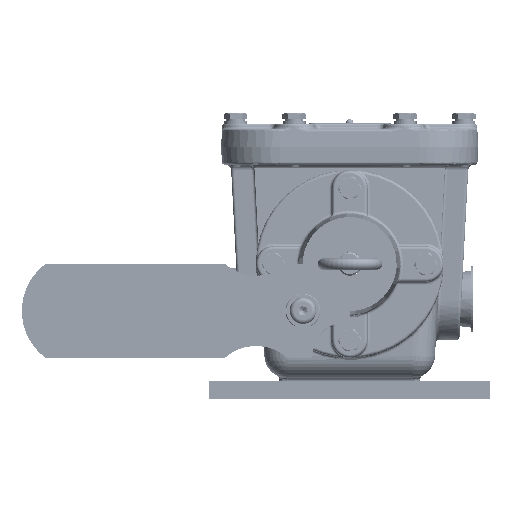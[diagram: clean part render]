
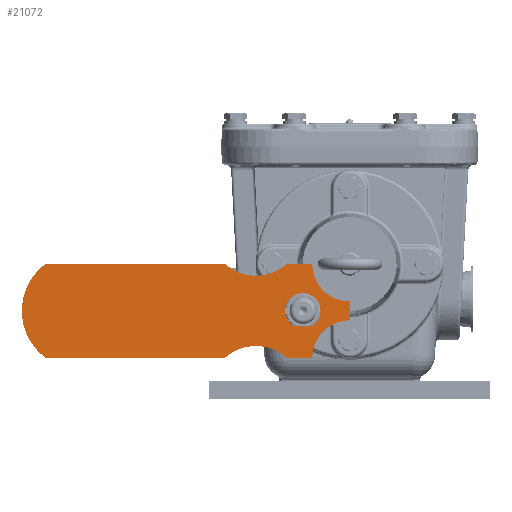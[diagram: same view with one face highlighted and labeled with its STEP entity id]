
A CAD part, left-side view. The second image highlights one B-rep face of the part: STEP entity #21072.
In plain terms, the highlighted face is planar.
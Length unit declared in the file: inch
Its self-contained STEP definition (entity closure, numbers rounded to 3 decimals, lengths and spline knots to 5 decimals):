
#20661=CARTESIAN_POINT('',(0.18293,0.3305,0.0));
#20662=VERTEX_POINT('',#20661);
#20669=CARTESIAN_POINT('',(-0.18293,0.3305,0.0));
#20670=VERTEX_POINT('',#20669);
#20671=CARTESIAN_POINT('',(0.0,0.0,0.0));
#20672=DIRECTION('',(0.0,0.0,1.));
#20673=DIRECTION('',(0.484,-0.875,0.0));
#20674=AXIS2_PLACEMENT_3D('',#20671,#20672,#20673);
#20675=CIRCLE('',#20674,0.37775);
#20676=EDGE_CURVE('',#20670,#20662,#20675,.T.);
#20699=CARTESIAN_POINT('',(0.18293,0.3305,0.0));
#20700=DIRECTION('',(-1.0,0.0,0.0));
#20701=VECTOR('',#20700,0.36587);
#20702=LINE('',#20699,#20701);
#20703=EDGE_CURVE('',#20662,#20670,#20702,.T.);
#20725=CARTESIAN_POINT('',(-0.33856,1.,0.0));
#20726=VERTEX_POINT('',#20725);
#20733=CARTESIAN_POINT('',(-1.66144,1.,0.0));
#20734=VERTEX_POINT('',#20733);
#20735=CARTESIAN_POINT('',(-1.,1.75,0.0));
#20736=DIRECTION('',(0.0,0.0,1.0));
#20737=DIRECTION('',(-0.661,-0.75,0.0));
#20738=AXIS2_PLACEMENT_3D('',#20735,#20736,#20737);
#20739=CIRCLE('',#20738,1.);
#20740=EDGE_CURVE('',#20734,#20726,#20739,.T.);
#20764=CARTESIAN_POINT('',(0.2,1.,0.0));
#20765=VERTEX_POINT('',#20764);
#20772=CARTESIAN_POINT('',(-0.33856,1.,0.0));
#20773=DIRECTION('',(1.0,0.0,0.0));
#20774=VECTOR('',#20773,0.53856);
#20775=LINE('',#20772,#20774);
#20776=EDGE_CURVE('',#20726,#20765,#20775,.T.);
#20796=CARTESIAN_POINT('',(1.0,0.2,0.0));
#20797=VERTEX_POINT('',#20796);
#20804=CARTESIAN_POINT('',(1.0,1.,0.0));
#20805=DIRECTION('',(0.0,0.0,1.0));
#20806=DIRECTION('',(-1.0,0.0,0.0));
#20807=AXIS2_PLACEMENT_3D('',#20804,#20805,#20806);
#20808=CIRCLE('',#20807,0.8);
#20809=EDGE_CURVE('',#20765,#20797,#20808,.T.);
#20828=CARTESIAN_POINT('',(1.0,-0.2,0.0));
#20829=VERTEX_POINT('',#20828);
#20836=CARTESIAN_POINT('',(1.0,0.2,0.0));
#20837=DIRECTION('',(0.0,-1.0,0.0));
#20838=VECTOR('',#20837,0.4);
#20839=LINE('',#20836,#20838);
#20840=EDGE_CURVE('',#20797,#20829,#20839,.T.);
#20860=CARTESIAN_POINT('',(0.2,-1.,0.0));
#20861=VERTEX_POINT('',#20860);
#20868=CARTESIAN_POINT('',(1.,-1.,0.0));
#20869=DIRECTION('',(0.0,0.0,1.0));
#20870=DIRECTION('',(0.0,1.0,0.0));
#20871=AXIS2_PLACEMENT_3D('',#20868,#20869,#20870);
#20872=CIRCLE('',#20871,0.8);
#20873=EDGE_CURVE('',#20829,#20861,#20872,.T.);
#20892=CARTESIAN_POINT('',(-0.33856,-1.,0.0));
#20893=VERTEX_POINT('',#20892);
#20900=CARTESIAN_POINT('',(0.2,-1.,0.0));
#20901=DIRECTION('',(-1.0,0.0,0.0));
#20902=VECTOR('',#20901,0.53856);
#20903=LINE('',#20900,#20902);
#20904=EDGE_CURVE('',#20861,#20893,#20903,.T.);
#20924=CARTESIAN_POINT('',(-1.66144,-1.0,0.0));
#20925=VERTEX_POINT('',#20924);
#20932=CARTESIAN_POINT('',(-1.,-1.75,0.0));
#20933=DIRECTION('',(0.0,0.0,1.));
#20934=DIRECTION('',(0.661,0.75,0.0));
#20935=AXIS2_PLACEMENT_3D('',#20932,#20933,#20934);
#20936=CIRCLE('',#20935,1.);
#20937=EDGE_CURVE('',#20893,#20925,#20936,.T.);
#20956=CARTESIAN_POINT('',(-5.5,-1.,0.0));
#20957=VERTEX_POINT('',#20956);
#20964=CARTESIAN_POINT('',(-1.66144,-1.0,0.0));
#20965=DIRECTION('',(-1.0,0.0,0.0));
#20966=VECTOR('',#20965,3.83856);
#20967=LINE('',#20964,#20966);
#20968=EDGE_CURVE('',#20925,#20957,#20967,.T.);
#20988=CARTESIAN_POINT('',(-5.5,1.,0.0));
#20989=VERTEX_POINT('',#20988);
#20996=CARTESIAN_POINT('',(-4.75,0.0,0.0));
#20997=DIRECTION('',(0.0,0.0,-1.0));
#20998=DIRECTION('',(0.6,-0.8,0.0));
#20999=AXIS2_PLACEMENT_3D('',#20996,#20997,#20998);
#21000=CIRCLE('',#20999,1.25);
#21001=EDGE_CURVE('',#20957,#20989,#21000,.T.);
#21019=CARTESIAN_POINT('',(-5.5,1.,0.0));
#21020=DIRECTION('',(1.0,0.0,0.0));
#21021=VECTOR('',#21020,3.83856);
#21022=LINE('',#21019,#21021);
#21023=EDGE_CURVE('',#20989,#20734,#21022,.T.);
#21051=CARTESIAN_POINT('',(-2.50229,0.,0.0));
#21052=DIRECTION('',(0.0,0.0,1.0));
#21053=DIRECTION('',(1.0,0.0,0.0));
#21054=AXIS2_PLACEMENT_3D('',#21051,#21052,#21053);
#21055=PLANE('',#21054);
#21056=ORIENTED_EDGE('',*,*,#21023,.T.);
#21057=ORIENTED_EDGE('',*,*,#20740,.T.);
#21058=ORIENTED_EDGE('',*,*,#20776,.T.);
#21059=ORIENTED_EDGE('',*,*,#20809,.T.);
#21060=ORIENTED_EDGE('',*,*,#20840,.T.);
#21061=ORIENTED_EDGE('',*,*,#20873,.T.);
#21062=ORIENTED_EDGE('',*,*,#20904,.T.);
#21063=ORIENTED_EDGE('',*,*,#20937,.T.);
#21064=ORIENTED_EDGE('',*,*,#20968,.T.);
#21065=ORIENTED_EDGE('',*,*,#21001,.T.);
#21066=EDGE_LOOP('',(#21056,#21057,#21058,#21059,#21060,#21061,#21062,#21063,#21064,#21065));
#21067=FACE_OUTER_BOUND('',#21066,.T.);
#21068=ORIENTED_EDGE('',*,*,#20676,.T.);
#21069=ORIENTED_EDGE('',*,*,#20703,.T.);
#21070=EDGE_LOOP('',(#21068,#21069));
#21071=FACE_BOUND('',#21070,.T.);
#21072=ADVANCED_FACE('',(#21067,#21071),#21055,.F.);
